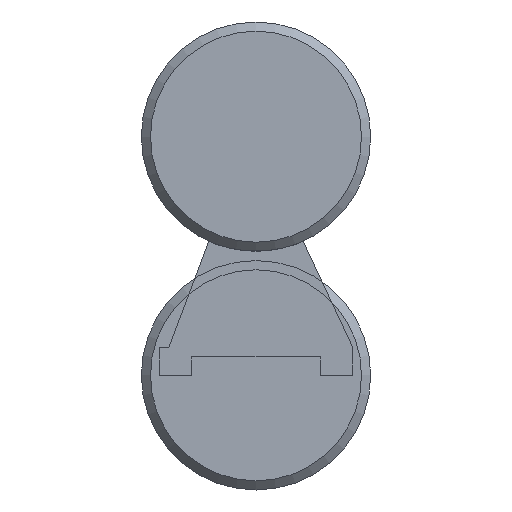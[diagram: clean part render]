
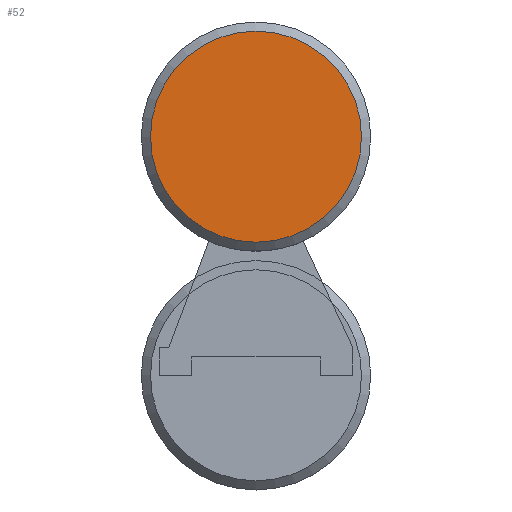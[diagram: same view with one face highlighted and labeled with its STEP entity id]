
A CAD part, front view. The second image highlights one B-rep face of the part: STEP entity #52.
In plain terms, the highlighted planar face has unit normal (0, -1, 0).
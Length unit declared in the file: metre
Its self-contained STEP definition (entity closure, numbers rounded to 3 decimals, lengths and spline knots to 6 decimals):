
#52 = ADVANCED_FACE( '', ( #89 ), #90, .F. );
#89 = FACE_OUTER_BOUND( '', #119, .T. );
#90 = PLANE( '', #120 );
#119 = EDGE_LOOP( '', ( #167 ) );
#120 = AXIS2_PLACEMENT_3D( '', #168, #169, #170 );
#167 = ORIENTED_EDGE( '', *, *, #241, .T. );
#168 = CARTESIAN_POINT( '', ( 0., 0., 0. ) );
#169 = DIRECTION( '', ( 0., 1., 0. ) );
#170 = DIRECTION( '', ( 0., 0., 1. ) );
#241 = EDGE_CURVE( '', #316, #316, #317, .F. );
#316 = VERTEX_POINT( '', #487 );
#317 = CIRCLE( '', #488, 0.0115 );
#487 = CARTESIAN_POINT( '', ( 0., 0., 0.0115 ) );
#488 = AXIS2_PLACEMENT_3D( '', #546, #547, #548 );
#546 = CARTESIAN_POINT( '', ( 0., 0., 0. ) );
#547 = DIRECTION( '', ( 0., 1., 0. ) );
#548 = DIRECTION( '', ( 0., 0., 1. ) );
